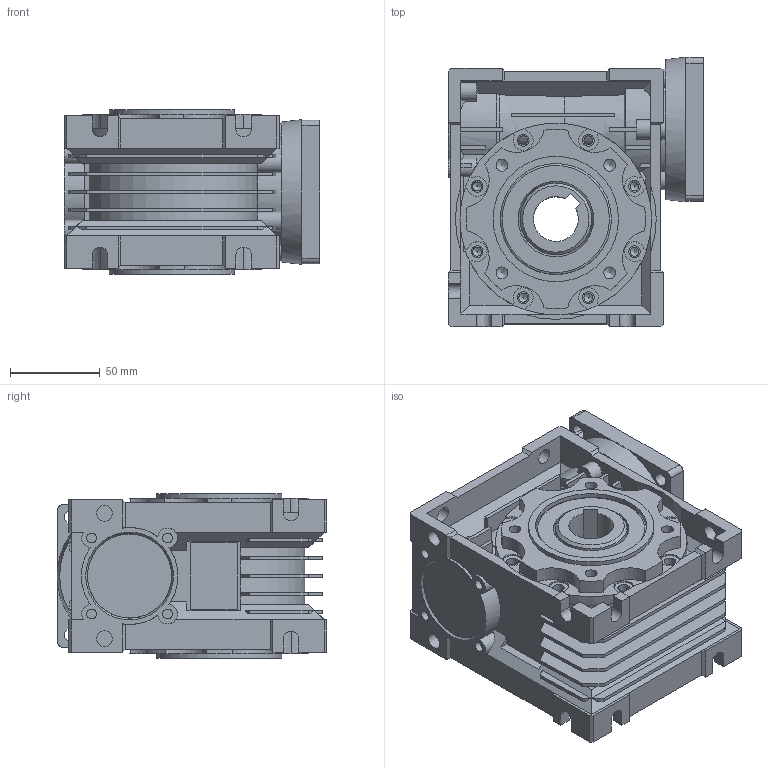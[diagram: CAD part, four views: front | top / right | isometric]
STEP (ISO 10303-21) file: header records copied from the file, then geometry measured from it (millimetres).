
FILE_DESCRIPTION(('STEP AP214'), '1');
FILE_NAME('RV 50-80', '2025-09-12T10:15:53', ('user'), (''), 'ASCON STEP Converter 1.6', 'ASCON Math Kernel', '');
FILE_SCHEMA(('AUTOMOTIVE_DESIGN { 1 0 10303 214 3 1 1}'));
Length unit declared in the file: millimetre
Bounding box: 142.5 x 150.37 x 92 mm (x, y, z)
Volume: 754559.1 mm3; surface area: 354204.2 mm2
Topology: 61 solids, 61 shells, 1977 faces, 5270 edges, 3333 vertices
Faces by surface type: plane 713, cylinder 512, bspline 315, torus 216, cone 199, sphere 22
Full cylindrical faces by diameter (mm): 2.5 x2, 4 x6, 5 x20, 5.5 x6, 5.55 x4, 6.5 x8, 6.647 x8, 8.5 x7, 8.8 x8, 10 x1, 15 x1, 16 x1, 20 x4, 25 x1, 25.4 x2, 25.778 x2, 26.259 x2, 26.872 x2, 27.455 x2, 29.131 x2, 30 x2, 31.7 x1, 33.4 x4, 33.638 x2, 33.941 x2, 34 x1, 34.327 x2, 34.702 x2, 35.749 x2, 38.9 x2
Entity records: 122373 total; most frequent: CARTESIAN_POINT 63094, ORIENTED_EDGE 9196, DIRECTION 7895, EDGE_CURVE 4598, VERTEX_POINT 3269, AXIS2_PLACEMENT_3D 3216, EDGE_LOOP 2621, COLOUR_RGB 2038
